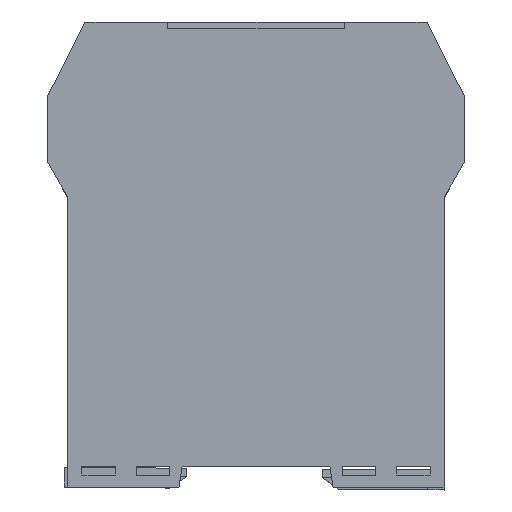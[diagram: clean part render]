
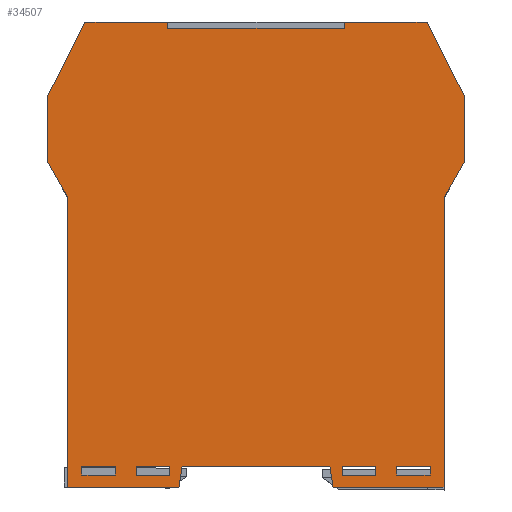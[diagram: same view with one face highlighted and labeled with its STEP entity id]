
A CAD part, top view. The second image highlights one B-rep face of the part: STEP entity #34507.
In plain terms, the highlighted planar face has unit normal (0, 0, 1).
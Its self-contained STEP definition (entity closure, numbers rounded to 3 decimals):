
#1197=LINE('',#48765,#5432);
#1201=LINE('',#48774,#5436);
#1205=LINE('',#48783,#5440);
#1209=LINE('',#48792,#5444);
#1223=LINE('',#48821,#5458);
#1227=LINE('',#48830,#5462);
#1231=LINE('',#48839,#5466);
#1235=LINE('',#48848,#5470);
#1255=LINE('',#48886,#5490);
#1266=LINE('',#48908,#5501);
#1279=LINE('',#48932,#5514);
#1290=LINE('',#48952,#5525);
#1298=LINE('',#48968,#5533);
#1325=LINE('',#49034,#5560);
#1327=LINE('',#49039,#5562);
#1713=LINE('',#49854,#5948);
#1716=LINE('',#49859,#5951);
#1718=LINE('',#49864,#5953);
#1720=LINE('',#49870,#5955);
#1722=LINE('',#49874,#5957);
#1724=LINE('',#49878,#5959);
#1726=LINE('',#49881,#5961);
#1727=LINE('',#49883,#5962);
#1728=LINE('',#49886,#5963);
#1730=LINE('',#49889,#5965);
#1731=LINE('',#49890,#5966);
#1732=LINE('',#49891,#5967);
#1733=LINE('',#49892,#5968);
#1734=LINE('',#49893,#5969);
#1736=LINE('',#49897,#5971);
#1738=LINE('',#49901,#5973);
#1740=LINE('',#49905,#5975);
#1742=LINE('',#49909,#5977);
#1744=LINE('',#49912,#5979);
#5432=VECTOR('',#39248,10.);
#5436=VECTOR('',#39254,10.);
#5440=VECTOR('',#39260,10.);
#5444=VECTOR('',#39266,10.);
#5458=VECTOR('',#39286,10.);
#5462=VECTOR('',#39292,10.);
#5466=VECTOR('',#39298,10.);
#5470=VECTOR('',#39304,10.);
#5490=VECTOR('',#39332,10.);
#5501=VECTOR('',#39351,10.);
#5514=VECTOR('',#39374,10.);
#5525=VECTOR('',#39393,10.);
#5533=VECTOR('',#39409,10.);
#5560=VECTOR('',#39452,10.);
#5562=VECTOR('',#39456,10.);
#5948=VECTOR('',#40220,10.);
#5951=VECTOR('',#40225,10.);
#5953=VECTOR('',#40229,10.);
#5955=VECTOR('',#40237,10.);
#5957=VECTOR('',#40241,10.);
#5959=VECTOR('',#40245,10.);
#5961=VECTOR('',#40249,10.);
#5962=VECTOR('',#40252,10.);
#5963=VECTOR('',#40255,10.);
#5965=VECTOR('',#40259,10.);
#5966=VECTOR('',#40260,10.);
#5967=VECTOR('',#40261,10.);
#5968=VECTOR('',#40262,10.);
#5969=VECTOR('',#40263,10.);
#5971=VECTOR('',#40267,10.);
#5973=VECTOR('',#40271,10.);
#5975=VECTOR('',#40275,10.);
#5977=VECTOR('',#40279,10.);
#5979=VECTOR('',#40283,10.);
#9661=PLANE('',#36497);
#10948=FACE_BOUND('',#13352,.T.);
#10949=FACE_BOUND('',#13353,.T.);
#10950=FACE_BOUND('',#13354,.T.);
#10951=FACE_BOUND('',#13355,.T.);
#11475=FACE_OUTER_BOUND('',#13351,.T.);
#13351=EDGE_LOOP('',(#25764,#25765,#25766,#25767,#25768,#25769,#25770,#25771,
#25772,#25773,#25774,#25775,#25776,#25777,#25778,#25779,#25780,#25781));
#13352=EDGE_LOOP('',(#25782,#25783,#25784,#25785));
#13353=EDGE_LOOP('',(#25786,#25787,#25788,#25789));
#13354=EDGE_LOOP('',(#25790,#25791,#25792,#25793));
#13355=EDGE_LOOP('',(#25794,#25795,#25796,#25797));
#16055=VERTEX_POINT('',#48763);
#16056=VERTEX_POINT('',#48764);
#16059=VERTEX_POINT('',#48772);
#16060=VERTEX_POINT('',#48773);
#16063=VERTEX_POINT('',#48781);
#16064=VERTEX_POINT('',#48782);
#16067=VERTEX_POINT('',#48790);
#16068=VERTEX_POINT('',#48791);
#16079=VERTEX_POINT('',#48819);
#16080=VERTEX_POINT('',#48820);
#16083=VERTEX_POINT('',#48828);
#16084=VERTEX_POINT('',#48829);
#16087=VERTEX_POINT('',#48837);
#16088=VERTEX_POINT('',#48838);
#16091=VERTEX_POINT('',#48846);
#16092=VERTEX_POINT('',#48847);
#16127=VERTEX_POINT('',#48965);
#16128=VERTEX_POINT('',#48967);
#16159=VERTEX_POINT('',#49032);
#16160=VERTEX_POINT('',#49036);
#16161=VERTEX_POINT('',#49038);
#16400=VERTEX_POINT('',#49851);
#16401=VERTEX_POINT('',#49853);
#16402=VERTEX_POINT('',#49857);
#16403=VERTEX_POINT('',#49861);
#16404=VERTEX_POINT('',#49863);
#16405=VERTEX_POINT('',#49869);
#16406=VERTEX_POINT('',#49873);
#16407=VERTEX_POINT('',#49877);
#16408=VERTEX_POINT('',#49885);
#16409=VERTEX_POINT('',#49896);
#16410=VERTEX_POINT('',#49900);
#16411=VERTEX_POINT('',#49904);
#16412=VERTEX_POINT('',#49908);
#19398=EDGE_CURVE('',#16055,#16056,#1197,.T.);
#19402=EDGE_CURVE('',#16059,#16060,#1201,.T.);
#19406=EDGE_CURVE('',#16063,#16064,#1205,.T.);
#19410=EDGE_CURVE('',#16067,#16068,#1209,.T.);
#19424=EDGE_CURVE('',#16079,#16080,#1223,.T.);
#19428=EDGE_CURVE('',#16083,#16084,#1227,.T.);
#19432=EDGE_CURVE('',#16087,#16088,#1231,.T.);
#19436=EDGE_CURVE('',#16091,#16092,#1235,.T.);
#19456=EDGE_CURVE('',#16068,#16063,#1255,.T.);
#19467=EDGE_CURVE('',#16060,#16055,#1266,.T.);
#19480=EDGE_CURVE('',#16084,#16079,#1279,.T.);
#19491=EDGE_CURVE('',#16092,#16087,#1290,.T.);
#19499=EDGE_CURVE('',#16127,#16128,#1298,.T.);
#19533=EDGE_CURVE('',#16159,#16127,#1325,.T.);
#19535=EDGE_CURVE('',#16160,#16161,#1327,.T.);
#19939=EDGE_CURVE('',#16400,#16401,#1713,.T.);
#19942=EDGE_CURVE('',#16402,#16400,#1716,.T.);
#19944=EDGE_CURVE('',#16403,#16404,#1718,.T.);
#19946=EDGE_CURVE('',#16404,#16405,#1720,.T.);
#19948=EDGE_CURVE('',#16405,#16406,#1722,.T.);
#19950=EDGE_CURVE('',#16406,#16407,#1724,.T.);
#19952=EDGE_CURVE('',#16407,#16402,#1726,.T.);
#19953=EDGE_CURVE('',#16401,#16159,#1727,.T.);
#19954=EDGE_CURVE('',#16128,#16408,#1728,.T.);
#19956=EDGE_CURVE('',#16088,#16091,#1730,.T.);
#19957=EDGE_CURVE('',#16080,#16083,#1731,.T.);
#19958=EDGE_CURVE('',#16408,#16160,#1732,.T.);
#19959=EDGE_CURVE('',#16064,#16067,#1733,.T.);
#19960=EDGE_CURVE('',#16056,#16059,#1734,.T.);
#19962=EDGE_CURVE('',#16161,#16409,#1736,.T.);
#19964=EDGE_CURVE('',#16409,#16410,#1738,.T.);
#19966=EDGE_CURVE('',#16410,#16411,#1740,.T.);
#19968=EDGE_CURVE('',#16411,#16412,#1742,.T.);
#19970=EDGE_CURVE('',#16412,#16403,#1744,.T.);
#25764=ORIENTED_EDGE('',*,*,#19946,.F.);
#25765=ORIENTED_EDGE('',*,*,#19944,.F.);
#25766=ORIENTED_EDGE('',*,*,#19970,.F.);
#25767=ORIENTED_EDGE('',*,*,#19968,.F.);
#25768=ORIENTED_EDGE('',*,*,#19966,.F.);
#25769=ORIENTED_EDGE('',*,*,#19964,.F.);
#25770=ORIENTED_EDGE('',*,*,#19962,.F.);
#25771=ORIENTED_EDGE('',*,*,#19535,.F.);
#25772=ORIENTED_EDGE('',*,*,#19958,.F.);
#25773=ORIENTED_EDGE('',*,*,#19954,.F.);
#25774=ORIENTED_EDGE('',*,*,#19499,.F.);
#25775=ORIENTED_EDGE('',*,*,#19533,.F.);
#25776=ORIENTED_EDGE('',*,*,#19953,.F.);
#25777=ORIENTED_EDGE('',*,*,#19939,.F.);
#25778=ORIENTED_EDGE('',*,*,#19942,.F.);
#25779=ORIENTED_EDGE('',*,*,#19952,.F.);
#25780=ORIENTED_EDGE('',*,*,#19950,.F.);
#25781=ORIENTED_EDGE('',*,*,#19948,.F.);
#25782=ORIENTED_EDGE('',*,*,#19402,.T.);
#25783=ORIENTED_EDGE('',*,*,#19467,.T.);
#25784=ORIENTED_EDGE('',*,*,#19398,.T.);
#25785=ORIENTED_EDGE('',*,*,#19960,.T.);
#25786=ORIENTED_EDGE('',*,*,#19410,.T.);
#25787=ORIENTED_EDGE('',*,*,#19456,.T.);
#25788=ORIENTED_EDGE('',*,*,#19406,.T.);
#25789=ORIENTED_EDGE('',*,*,#19959,.T.);
#25790=ORIENTED_EDGE('',*,*,#19428,.T.);
#25791=ORIENTED_EDGE('',*,*,#19480,.T.);
#25792=ORIENTED_EDGE('',*,*,#19424,.T.);
#25793=ORIENTED_EDGE('',*,*,#19957,.T.);
#25794=ORIENTED_EDGE('',*,*,#19436,.T.);
#25795=ORIENTED_EDGE('',*,*,#19491,.T.);
#25796=ORIENTED_EDGE('',*,*,#19432,.T.);
#25797=ORIENTED_EDGE('',*,*,#19956,.T.);
#34507=ADVANCED_FACE('',(#11475,#10948,#10949,#10950,#10951),#9661,.T.);
#36497=AXIS2_PLACEMENT_3D('',#49913,#40284,#40285);
#39248=DIRECTION('',(0.,1.,0.));
#39254=DIRECTION('',(0.,-1.,0.));
#39260=DIRECTION('',(0.,1.,0.));
#39266=DIRECTION('',(0.,-1.,0.));
#39286=DIRECTION('',(0.,1.,0.));
#39292=DIRECTION('',(0.,-1.,0.));
#39298=DIRECTION('',(0.,1.,0.));
#39304=DIRECTION('',(0.,-1.,0.));
#39332=DIRECTION('',(-1.,0.,0.));
#39351=DIRECTION('',(-1.,0.,0.));
#39374=DIRECTION('',(-1.,0.,0.));
#39393=DIRECTION('',(-1.,0.,0.));
#39409=DIRECTION('',(-1.,0.,0.));
#39452=DIRECTION('',(0.,-1.,0.));
#39456=DIRECTION('',(-0.148,-0.989,0.));
#40220=DIRECTION('',(0.,-1.,0.));
#40225=DIRECTION('',(0.451,-0.892,0.));
#40229=DIRECTION('',(1.,0.,0.));
#40237=DIRECTION('',(0.,-1.,0.));
#40241=DIRECTION('',(1.,0.,0.));
#40245=DIRECTION('',(0.,1.,0.));
#40249=DIRECTION('',(1.,0.,0.));
#40252=DIRECTION('',(-0.49,-0.872,0.));
#40255=DIRECTION('',(-0.148,0.989,0.));
#40259=DIRECTION('',(1.,0.,0.));
#40260=DIRECTION('',(1.,0.,0.));
#40261=DIRECTION('',(-1.,0.,0.));
#40262=DIRECTION('',(1.,0.,0.));
#40263=DIRECTION('',(1.,0.,0.));
#40267=DIRECTION('',(-1.,0.,0.));
#40271=DIRECTION('',(0.,1.,0.));
#40275=DIRECTION('',(-0.49,0.872,0.));
#40279=DIRECTION('',(0.,1.,0.));
#40283=DIRECTION('',(0.451,0.892,0.));
#40284=DIRECTION('center_axis',(0.,0.,1.));
#40285=DIRECTION('ref_axis',(1.,0.,0.));
#48763=CARTESIAN_POINT('',(-0.7,-107.25,8.75));
#48764=CARTESIAN_POINT('',(-0.7,-105.15,8.75));
#48765=CARTESIAN_POINT('',(-0.7,-81.623,8.75));
#48772=CARTESIAN_POINT('',(7.2,-105.15,8.75));
#48773=CARTESIAN_POINT('',(7.2,-107.25,8.75));
#48774=CARTESIAN_POINT('',(7.2,-80.573,8.75));
#48781=CARTESIAN_POINT('',(12.2,-107.25,8.75));
#48782=CARTESIAN_POINT('',(12.2,-105.15,8.75));
#48783=CARTESIAN_POINT('',(12.2,-81.623,8.75));
#48790=CARTESIAN_POINT('',(20.1,-105.15,8.75));
#48791=CARTESIAN_POINT('',(20.1,-107.25,8.75));
#48792=CARTESIAN_POINT('',(20.1,-80.573,8.75));
#48819=CARTESIAN_POINT('',(60.9,-107.25,8.75));
#48820=CARTESIAN_POINT('',(60.9,-105.15,8.75));
#48821=CARTESIAN_POINT('',(60.9,-81.623,8.75));
#48828=CARTESIAN_POINT('',(68.8,-105.15,8.75));
#48829=CARTESIAN_POINT('',(68.8,-107.25,8.75));
#48830=CARTESIAN_POINT('',(68.8,-80.573,8.75));
#48837=CARTESIAN_POINT('',(73.8,-107.25,8.75));
#48838=CARTESIAN_POINT('',(73.8,-105.15,8.75));
#48839=CARTESIAN_POINT('',(73.8,-81.623,8.75));
#48846=CARTESIAN_POINT('',(81.7,-105.15,8.75));
#48847=CARTESIAN_POINT('',(81.7,-107.25,8.75));
#48848=CARTESIAN_POINT('',(81.7,-80.573,8.75));
#48886=CARTESIAN_POINT('',(30.3,-107.25,8.75));
#48908=CARTESIAN_POINT('',(23.85,-107.25,8.75));
#48932=CARTESIAN_POINT('',(54.65,-107.25,8.75));
#48952=CARTESIAN_POINT('',(61.1,-107.25,8.75));
#48965=CARTESIAN_POINT('',(85.,-110.15,8.75));
#48967=CARTESIAN_POINT('',(58.75,-110.15,8.75));
#48968=CARTESIAN_POINT('',(85.,-110.15,8.75));
#49032=CARTESIAN_POINT('',(85.,-41.65,8.75));
#49034=CARTESIAN_POINT('',(85.,-41.65,8.75));
#49036=CARTESIAN_POINT('',(23.,-105.15,8.75));
#49038=CARTESIAN_POINT('',(22.25,-110.15,8.75));
#49039=CARTESIAN_POINT('',(23.,-105.15,8.75));
#49851=CARTESIAN_POINT('',(89.75,-17.3,8.75));
#49853=CARTESIAN_POINT('',(89.75,-33.2,8.75));
#49854=CARTESIAN_POINT('',(89.75,-17.3,8.75));
#49857=CARTESIAN_POINT('',(81.,0.,8.75));
#49859=CARTESIAN_POINT('',(81.,0.,8.75));
#49861=CARTESIAN_POINT('',(0.,0.,8.75));
#49863=CARTESIAN_POINT('',(19.6,0.,8.75));
#49864=CARTESIAN_POINT('',(0.,0.,8.75));
#49869=CARTESIAN_POINT('',(19.6,-1.5,8.75));
#49870=CARTESIAN_POINT('',(19.6,0.,8.75));
#49873=CARTESIAN_POINT('',(61.4,-1.5,8.75));
#49874=CARTESIAN_POINT('',(19.6,-1.5,8.75));
#49877=CARTESIAN_POINT('',(61.4,0.,8.75));
#49878=CARTESIAN_POINT('',(61.4,-1.5,8.75));
#49881=CARTESIAN_POINT('',(61.4,0.,8.75));
#49883=CARTESIAN_POINT('',(89.75,-33.2,8.75));
#49885=CARTESIAN_POINT('',(58.,-105.15,8.75));
#49886=CARTESIAN_POINT('',(58.75,-110.15,8.75));
#49889=CARTESIAN_POINT('',(57.15,-105.15,8.75));
#49890=CARTESIAN_POINT('',(50.7,-105.15,8.75));
#49891=CARTESIAN_POINT('',(58.,-105.15,8.75));
#49892=CARTESIAN_POINT('',(26.35,-105.15,8.75));
#49893=CARTESIAN_POINT('',(19.9,-105.15,8.75));
#49896=CARTESIAN_POINT('',(-4.,-110.15,8.75));
#49897=CARTESIAN_POINT('',(22.25,-110.15,8.75));
#49900=CARTESIAN_POINT('',(-4.,-41.65,8.75));
#49901=CARTESIAN_POINT('',(-4.,-110.15,8.75));
#49904=CARTESIAN_POINT('',(-8.75,-33.2,8.75));
#49905=CARTESIAN_POINT('',(-4.,-41.65,8.75));
#49908=CARTESIAN_POINT('',(-8.75,-17.3,8.75));
#49909=CARTESIAN_POINT('',(-8.75,-33.2,8.75));
#49912=CARTESIAN_POINT('',(-8.75,-17.3,8.75));
#49913=CARTESIAN_POINT('Origin',(40.5,-55.997,8.75));
